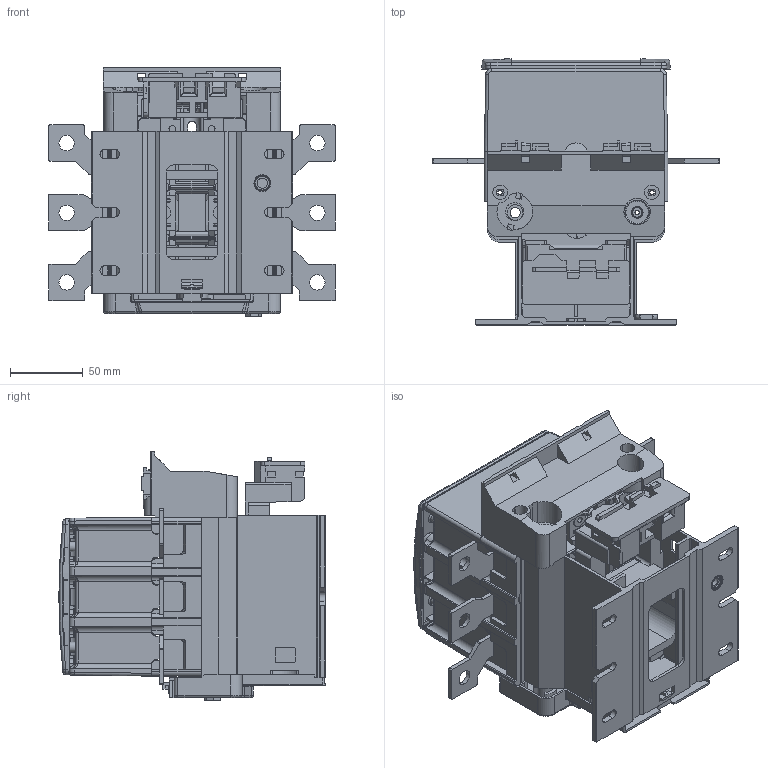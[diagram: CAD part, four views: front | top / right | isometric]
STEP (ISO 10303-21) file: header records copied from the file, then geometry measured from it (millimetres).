
FILE_DESCRIPTION((''),'2;1');
FILE_NAME('CDC6-225_ASM','2022-03-02T',('kejia.li'),(''),'PRO/ENGINEER BY PARAMETRIC TECHNOLOGY CORPORATION, 2015440','PRO/ENGINEER BY PARAMETRIC TECHNOLOGY CORPORATION, 2015440','');
FILE_SCHEMA(('CONFIG_CONTROL_DESIGN'));
Products named in the file (15): CDC6-225_1; CDC6-225_2; CDC6-225_3; CDC6-225_4; CDC6-225_5; CDC6-225_6; CDC6-225_7; CDC6-225_8; CDC6-225_9; CDC6-225_10; CDC6-225_11; CDC6-225_12; CDC6-225_13; ASSEMBLY_1_ASM; CDC6-225_ASM
Assembly tree (19 placements, depth 3):
  CDC6-225_ASM
    ASSEMBLY_1_ASM
      CDC6-225_1
      CDC6-225_2
      CDC6-225_3
      CDC6-225_4  x2
      CDC6-225_5  x4
      CDC6-225_6
      CDC6-225_7  x2
      CDC6-225_8
      CDC6-225_9
      CDC6-225_10
      CDC6-225_11
      CDC6-225_12
      CDC6-225_13
Bounding box: 197 x 182.7 x 170.7 mm (x, y, z)
Volume: 826648.8 mm3; surface area: 500385.8 mm2
Topology: 18 solids, 18 shells, 4175 faces, 12198 edges, 8090 vertices
Faces by surface type: plane 2691, cylinder 1120, cone 191, torus 103, bspline 46, sphere 24
Entity records: 135944 total; most frequent: CARTESIAN_POINT 30789, ORIENTED_EDGE 22752, DIRECTION 21055, EDGE_CURVE 11376, VECTOR 8083, LINE 8083, VERTEX_POINT 7545, AXIS2_PLACEMENT_3D 6486
